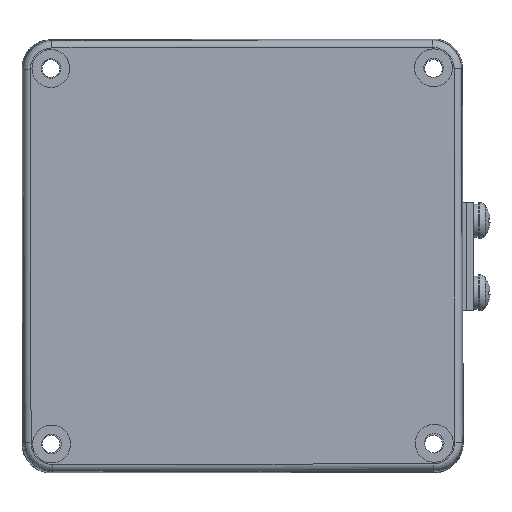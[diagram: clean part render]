
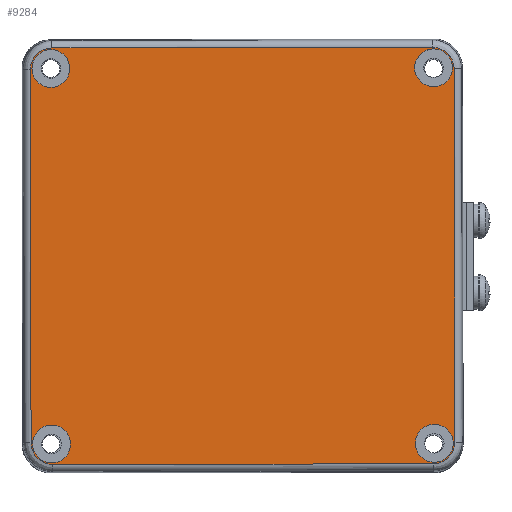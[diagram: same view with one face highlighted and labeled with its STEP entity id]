
A CAD part, top view. The second image highlights one B-rep face of the part: STEP entity #9284.
In plain terms, the highlighted face is planar.
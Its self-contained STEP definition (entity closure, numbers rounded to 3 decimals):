
#8785=CARTESIAN_POINT('',(-51.686,58.686,-20.0));
#8786=VERTEX_POINT('',#8785);
#8794=CARTESIAN_POINT('',(-57.686,52.686,-20.0));
#8795=VERTEX_POINT('',#8794);
#8796=CARTESIAN_POINT('',(-51.685,52.685,-20.0));
#8797=DIRECTION('',(0.0,0.0,1.0));
#8798=DIRECTION('',(-0.707,0.707,0.0));
#8799=AXIS2_PLACEMENT_3D('',#8796,#8797,#8798);
#8800=ELLIPSE('',#8799,6.002,6.0);
#8801=EDGE_CURVE('',#8786,#8795,#8800,.T.);
#8827=CARTESIAN_POINT('',(-57.686,-52.686,-20.0));
#8828=VERTEX_POINT('',#8827);
#8845=CARTESIAN_POINT('',(-57.686,52.686,-20.0));
#8846=DIRECTION('',(0.0,-1.0,0.0));
#8847=VECTOR('',#8846,105.373);
#8848=LINE('',#8845,#8847);
#8849=EDGE_CURVE('',#8795,#8828,#8848,.T.);
#8885=CARTESIAN_POINT('',(-51.686,-58.686,-20.0));
#8886=VERTEX_POINT('',#8885);
#8904=CARTESIAN_POINT('',(-51.685,-52.685,-20.0));
#8905=DIRECTION('',(0.0,0.0,1.0));
#8906=DIRECTION('',(-0.707,-0.707,0.0));
#8907=AXIS2_PLACEMENT_3D('',#8904,#8905,#8906);
#8908=ELLIPSE('',#8907,6.002,6.0);
#8909=EDGE_CURVE('',#8828,#8886,#8908,.T.);
#8919=CARTESIAN_POINT('',(51.686,-58.686,-20.0));
#8920=VERTEX_POINT('',#8919);
#8937=CARTESIAN_POINT('',(-51.686,-58.686,-20.0));
#8938=DIRECTION('',(1.0,0.0,0.0));
#8939=VECTOR('',#8938,103.373);
#8940=LINE('',#8937,#8939);
#8941=EDGE_CURVE('',#8886,#8920,#8940,.T.);
#8977=CARTESIAN_POINT('',(57.686,-52.686,-20.0));
#8978=VERTEX_POINT('',#8977);
#8996=CARTESIAN_POINT('',(51.685,-52.685,-20.0));
#8997=DIRECTION('',(0.0,0.0,1.0));
#8998=DIRECTION('',(0.707,-0.707,0.0));
#8999=AXIS2_PLACEMENT_3D('',#8996,#8997,#8998);
#9000=ELLIPSE('',#8999,6.002,6.);
#9001=EDGE_CURVE('',#8920,#8978,#9000,.T.);
#9011=CARTESIAN_POINT('',(57.686,52.686,-20.0));
#9012=VERTEX_POINT('',#9011);
#9029=CARTESIAN_POINT('',(57.686,-52.686,-20.0));
#9030=DIRECTION('',(0.0,1.0,0.0));
#9031=VECTOR('',#9030,105.373);
#9032=LINE('',#9029,#9031);
#9033=EDGE_CURVE('',#8978,#9012,#9032,.T.);
#9069=CARTESIAN_POINT('',(51.686,58.686,-20.0));
#9070=VERTEX_POINT('',#9069);
#9088=CARTESIAN_POINT('',(51.685,52.685,-20.0));
#9089=DIRECTION('',(0.0,0.0,1.0));
#9090=DIRECTION('',(0.707,0.707,0.0));
#9091=AXIS2_PLACEMENT_3D('',#9088,#9089,#9090);
#9092=ELLIPSE('',#9091,6.002,6.);
#9093=EDGE_CURVE('',#9012,#9070,#9092,.T.);
#9111=CARTESIAN_POINT('',(51.686,58.686,-20.0));
#9112=DIRECTION('',(-1.0,0.0,0.0));
#9113=VECTOR('',#9112,103.373);
#9114=LINE('',#9111,#9113);
#9115=EDGE_CURVE('',#9070,#8786,#9114,.T.);
#9225=CARTESIAN_POINT('',(0.,0.,-20.0));
#9226=DIRECTION('',(0.0,0.0,1.0));
#9227=DIRECTION('',(1.0,0.0,0.0));
#9228=AXIS2_PLACEMENT_3D('',#9225,#9226,#9227);
#9229=PLANE('',#9228);
#9230=ORIENTED_EDGE('',*,*,#8801,.F.);
#9231=ORIENTED_EDGE('',*,*,#9115,.F.);
#9232=ORIENTED_EDGE('',*,*,#9093,.F.);
#9233=ORIENTED_EDGE('',*,*,#9033,.F.);
#9234=ORIENTED_EDGE('',*,*,#9001,.F.);
#9235=ORIENTED_EDGE('',*,*,#8941,.F.);
#9236=ORIENTED_EDGE('',*,*,#8909,.F.);
#9237=ORIENTED_EDGE('',*,*,#8849,.F.);
#9238=EDGE_LOOP('',(#9230,#9231,#9232,#9233,#9234,#9235,#9236,#9237));
#9239=FACE_OUTER_BOUND('',#9238,.T.);
#9240=CARTESIAN_POINT('',(46.75,53.,-20.0));
#9241=VERTEX_POINT('',#9240);
#9242=CARTESIAN_POINT('',(52.0,53.,-20.0));
#9243=DIRECTION('',(0.0,0.0,1.0));
#9244=DIRECTION('',(-1.0,0.0,0.0));
#9245=AXIS2_PLACEMENT_3D('',#9242,#9243,#9244);
#9246=CIRCLE('',#9245,5.25);
#9247=EDGE_CURVE('',#9241,#9241,#9246,.T.);
#9248=ORIENTED_EDGE('',*,*,#9247,.T.);
#9249=EDGE_LOOP('',(#9248));
#9250=FACE_BOUND('',#9249,.T.);
#9251=CARTESIAN_POINT('',(-57.25,53.,-20.0));
#9252=VERTEX_POINT('',#9251);
#9253=CARTESIAN_POINT('',(-52.0,53.,-20.0));
#9254=DIRECTION('',(0.0,0.0,1.0));
#9255=DIRECTION('',(-1.0,0.0,0.0));
#9256=AXIS2_PLACEMENT_3D('',#9253,#9254,#9255);
#9257=CIRCLE('',#9256,5.25);
#9258=EDGE_CURVE('',#9252,#9252,#9257,.T.);
#9259=ORIENTED_EDGE('',*,*,#9258,.T.);
#9260=EDGE_LOOP('',(#9259));
#9261=FACE_BOUND('',#9260,.T.);
#9262=CARTESIAN_POINT('',(-57.25,-53.,-20.0));
#9263=VERTEX_POINT('',#9262);
#9264=CARTESIAN_POINT('',(-52.0,-53.,-20.0));
#9265=DIRECTION('',(0.0,0.0,1.0));
#9266=DIRECTION('',(-1.0,0.0,0.0));
#9267=AXIS2_PLACEMENT_3D('',#9264,#9265,#9266);
#9268=CIRCLE('',#9267,5.25);
#9269=EDGE_CURVE('',#9263,#9263,#9268,.T.);
#9270=ORIENTED_EDGE('',*,*,#9269,.T.);
#9271=EDGE_LOOP('',(#9270));
#9272=FACE_BOUND('',#9271,.T.);
#9273=CARTESIAN_POINT('',(46.75,-53.,-20.0));
#9274=VERTEX_POINT('',#9273);
#9275=CARTESIAN_POINT('',(52.0,-53.,-20.0));
#9276=DIRECTION('',(0.0,0.0,1.0));
#9277=DIRECTION('',(-1.0,0.0,0.0));
#9278=AXIS2_PLACEMENT_3D('',#9275,#9276,#9277);
#9279=CIRCLE('',#9278,5.25);
#9280=EDGE_CURVE('',#9274,#9274,#9279,.T.);
#9281=ORIENTED_EDGE('',*,*,#9280,.T.);
#9282=EDGE_LOOP('',(#9281));
#9283=FACE_BOUND('',#9282,.T.);
#9284=ADVANCED_FACE('',(#9239,#9250,#9261,#9272,#9283),#9229,.F.);
